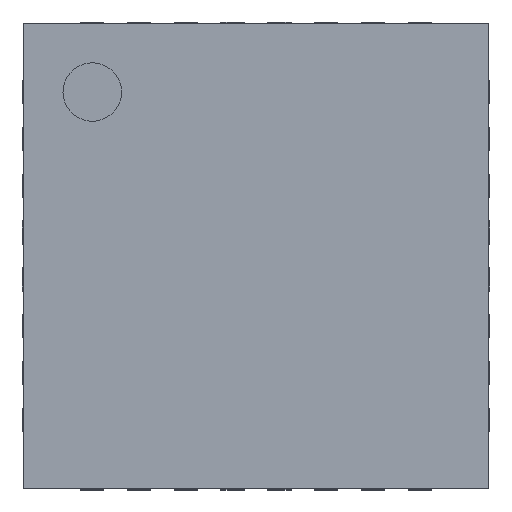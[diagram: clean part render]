
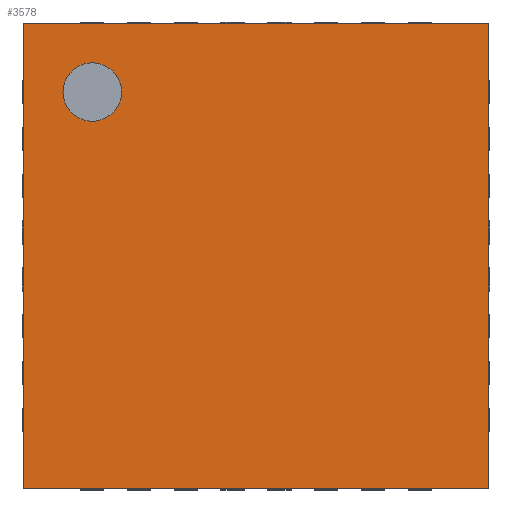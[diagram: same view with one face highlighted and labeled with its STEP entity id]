
A CAD part, top view. The second image highlights one B-rep face of the part: STEP entity #3578.
In plain terms, the highlighted planar face has unit normal (0, 0, 1).
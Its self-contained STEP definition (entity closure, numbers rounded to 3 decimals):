
#12=DIRECTION('',(0.,0.,1.));
#158=VECTOR('',#159,1.);
#159=DIRECTION('',(1.,0.,0.));
#165=VECTOR('',#166,1.);
#166=DIRECTION('',(0.,-1.,0.));
#951=VERTEX_POINT('',#952);
#952=CARTESIAN_POINT('',(-1.99,1.99,0.92));
#954=ORIENTED_EDGE('',*,*,#955,.T.);
#955=EDGE_CURVE('',#951,#956,#958,.T.);
#956=VERTEX_POINT('',#957);
#957=CARTESIAN_POINT('',(-1.99,-1.99,0.92));
#958=LINE('',#952,#165);
#1102=ORIENTED_EDGE('',*,*,#1103,.F.);
#1103=EDGE_CURVE('',#951,#1104,#1106,.T.);
#1104=VERTEX_POINT('',#1105);
#1105=CARTESIAN_POINT('',(1.99,1.99,0.92));
#1106=LINE('',#952,#158);
#1126=DIRECTION('',(0.,0.,-1.));
#2222=EDGE_CURVE('',#1104,#2223,#2225,.T.);
#2223=VERTEX_POINT('',#2224);
#2224=CARTESIAN_POINT('',(1.99,-1.99,0.92));
#2225=LINE('',#1105,#165);
#2363=EDGE_CURVE('',#956,#2223,#2364,.T.);
#2364=LINE('',#957,#158);
#3578=ADVANCED_FACE('',(#3579,#3583),#3592,.T.);
#3579=FACE_BOUND('',#3580,.T.);
#3580=EDGE_LOOP('',(#1102,#954,#3581,#3582));
#3581=ORIENTED_EDGE('',*,*,#2363,.T.);
#3582=ORIENTED_EDGE('',*,*,#2222,.F.);
#3583=FACE_BOUND('',#3584,.T.);
#3584=EDGE_LOOP('',(#3585));
#3585=ORIENTED_EDGE('',*,*,#3586,.T.);
#3586=EDGE_CURVE('',#3587,#3587,#3589,.T.);
#3587=VERTEX_POINT('',#3588);
#3588=CARTESIAN_POINT('',(-1.4,1.15,0.92));
#3589=CIRCLE('',#3590,0.25);
#3590=AXIS2_PLACEMENT_3D('',#3591,#1126,#166);
#3591=CARTESIAN_POINT('',(-1.4,1.4,0.92));
#3592=PLANE('',#3593);
#3593=AXIS2_PLACEMENT_3D('',#952,#12,#166);
